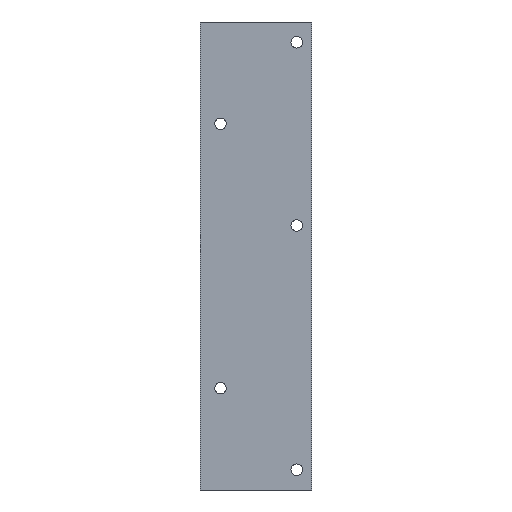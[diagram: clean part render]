
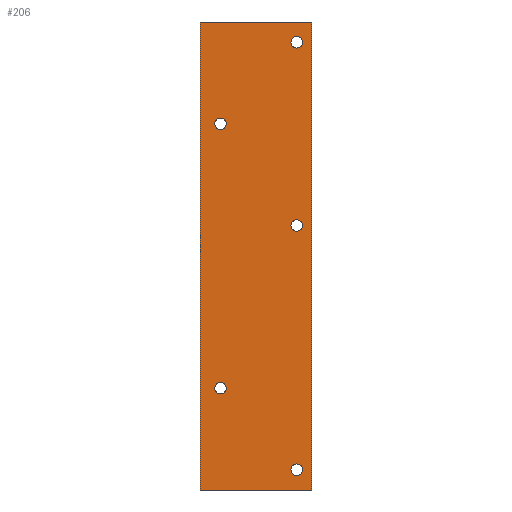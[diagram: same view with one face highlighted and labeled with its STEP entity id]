
A CAD part, front view. The second image highlights one B-rep face of the part: STEP entity #206.
In plain terms, the highlighted planar face has unit normal (0, -1, 0).
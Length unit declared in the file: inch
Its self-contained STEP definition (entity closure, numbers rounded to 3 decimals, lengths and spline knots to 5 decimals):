
#15=LINE('',#333,#27);
#19=LINE('',#341,#31);
#22=LINE('',#347,#34);
#25=LINE('',#352,#37);
#27=VECTOR('',#282,0.3937);
#31=VECTOR('',#288,0.3937);
#34=VECTOR('',#293,0.3937);
#37=VECTOR('',#298,0.3937);
#44=PLANE('',#247);
#55=FACE_BOUND('',#92,.T.);
#56=FACE_BOUND('',#93,.T.);
#57=FACE_BOUND('',#94,.T.);
#58=FACE_BOUND('',#95,.T.);
#59=FACE_BOUND('',#96,.T.);
#70=FACE_OUTER_BOUND('',#91,.T.);
#91=EDGE_LOOP('',(#182,#183,#184,#185));
#92=EDGE_LOOP('',(#186));
#93=EDGE_LOOP('',(#187));
#94=EDGE_LOOP('',(#188));
#95=EDGE_LOOP('',(#189));
#96=EDGE_LOOP('',(#190));
#98=CIRCLE('',#229,0.14063);
#100=CIRCLE('',#232,0.14063);
#102=CIRCLE('',#235,0.14063);
#104=CIRCLE('',#238,0.14063);
#106=CIRCLE('',#241,0.14063);
#108=VERTEX_POINT('',#308);
#110=VERTEX_POINT('',#313);
#112=VERTEX_POINT('',#318);
#114=VERTEX_POINT('',#323);
#116=VERTEX_POINT('',#328);
#117=VERTEX_POINT('',#331);
#118=VERTEX_POINT('',#332);
#121=VERTEX_POINT('',#340);
#123=VERTEX_POINT('',#346);
#126=EDGE_CURVE('',#108,#108,#98,.T.);
#128=EDGE_CURVE('',#110,#110,#100,.T.);
#130=EDGE_CURVE('',#112,#112,#102,.T.);
#132=EDGE_CURVE('',#114,#114,#104,.T.);
#134=EDGE_CURVE('',#116,#116,#106,.T.);
#135=EDGE_CURVE('',#117,#118,#15,.T.);
#139=EDGE_CURVE('',#121,#117,#19,.T.);
#142=EDGE_CURVE('',#123,#121,#22,.T.);
#145=EDGE_CURVE('',#118,#123,#25,.T.);
#182=ORIENTED_EDGE('',*,*,#145,.F.);
#183=ORIENTED_EDGE('',*,*,#135,.F.);
#184=ORIENTED_EDGE('',*,*,#139,.F.);
#185=ORIENTED_EDGE('',*,*,#142,.F.);
#186=ORIENTED_EDGE('',*,*,#126,.T.);
#187=ORIENTED_EDGE('',*,*,#128,.T.);
#188=ORIENTED_EDGE('',*,*,#130,.T.);
#189=ORIENTED_EDGE('',*,*,#132,.T.);
#190=ORIENTED_EDGE('',*,*,#134,.T.);
#206=ADVANCED_FACE('',(#70,#55,#56,#57,#58,#59),#44,.F.);
#229=AXIS2_PLACEMENT_3D('',#309,#254,#255);
#232=AXIS2_PLACEMENT_3D('',#314,#260,#261);
#235=AXIS2_PLACEMENT_3D('',#319,#266,#267);
#238=AXIS2_PLACEMENT_3D('',#324,#272,#273);
#241=AXIS2_PLACEMENT_3D('',#329,#278,#279);
#247=AXIS2_PLACEMENT_3D('',#355,#302,#303);
#254=DIRECTION('center_axis',(0.,1.,0.));
#255=DIRECTION('ref_axis',(1.,0.,0.));
#260=DIRECTION('center_axis',(0.,1.,0.));
#261=DIRECTION('ref_axis',(1.,0.,0.));
#266=DIRECTION('center_axis',(0.,1.,0.));
#267=DIRECTION('ref_axis',(1.,0.,0.));
#272=DIRECTION('center_axis',(0.,1.,0.));
#273=DIRECTION('ref_axis',(1.,0.,0.));
#278=DIRECTION('center_axis',(0.,1.,0.));
#279=DIRECTION('ref_axis',(1.,0.,0.));
#282=DIRECTION('',(1.,0.,0.));
#288=DIRECTION('',(0.,0.,1.));
#293=DIRECTION('',(-1.,0.,0.));
#298=DIRECTION('',(0.,0.,-1.));
#302=DIRECTION('center_axis',(0.,1.,0.));
#303=DIRECTION('ref_axis',(0.,0.,1.));
#308=CARTESIAN_POINT('',(-0.51563,0.,-11.));
#309=CARTESIAN_POINT('Origin',(-0.375,0.,-11.));
#313=CARTESIAN_POINT('',(-0.51563,0.,-5.));
#314=CARTESIAN_POINT('Origin',(-0.375,0.,-5.));
#318=CARTESIAN_POINT('',(-0.51563,0.,-0.5));
#319=CARTESIAN_POINT('Origin',(-0.375,0.,-0.5));
#323=CARTESIAN_POINT('',(-2.39063,0.,-9.));
#324=CARTESIAN_POINT('Origin',(-2.25,0.,-9.));
#328=CARTESIAN_POINT('',(-2.39063,0.,-2.5));
#329=CARTESIAN_POINT('Origin',(-2.25,0.,-2.5));
#331=CARTESIAN_POINT('',(-2.75,0.,0.));
#332=CARTESIAN_POINT('',(0.,0.,0.));
#333=CARTESIAN_POINT('',(-2.75,0.,0.));
#340=CARTESIAN_POINT('',(-2.75,0.,-11.5));
#341=CARTESIAN_POINT('',(-2.75,0.,-11.5));
#346=CARTESIAN_POINT('',(0.,0.,-11.5));
#347=CARTESIAN_POINT('',(0.,0.,-11.5));
#352=CARTESIAN_POINT('',(0.,0.,0.));
#355=CARTESIAN_POINT('Origin',(-1.375,0.,-5.75));
